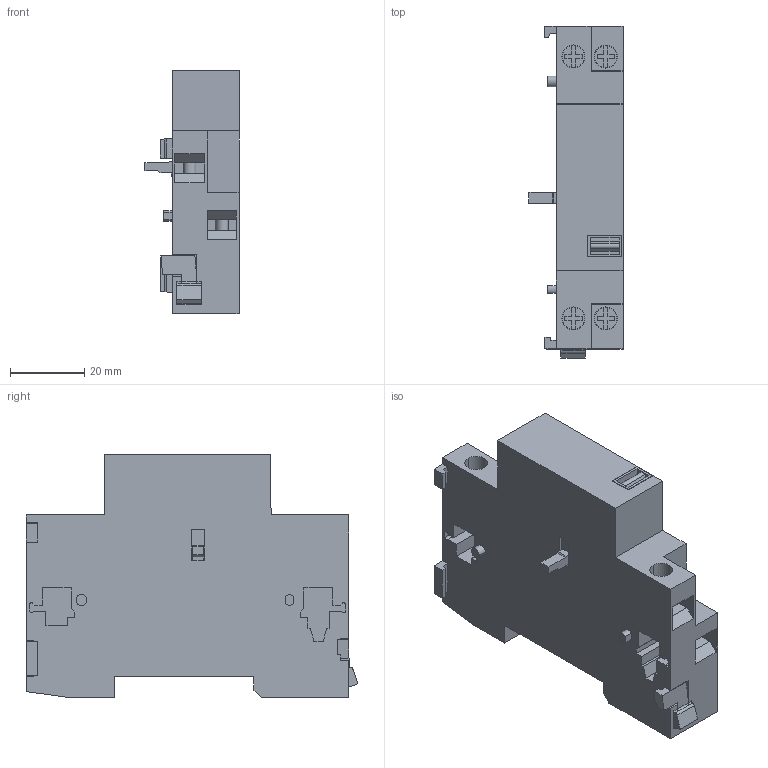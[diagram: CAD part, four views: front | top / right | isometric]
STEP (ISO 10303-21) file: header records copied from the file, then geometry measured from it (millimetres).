
FILE_DESCRIPTION((''),'2;1');
FILE_NAME('1642572264744_ASM','2022-01-19T11:34:46',('SESA540900'),('Schneider-Electric'),'CREO PARAMETRIC BY PTC INC, 2019471','CREO PARAMETRIC BY PTC INC, 2019471','');
FILE_SCHEMA(('AP242_MANAGED_MODEL_BASED_3D_ENGINEERING_MIM_LF { 1 0 10303 442 1 1 4 }'));
Length unit declared in the file: millimetre
Products named in the file (4): EMPTYNODE_1642572265384_ASM; GVAUXX; GVAUXX-3D_ASM; 1642572264744_ASM
Assembly tree (3 placements, depth 3):
  1642572264744_ASM
    EMPTYNODE_1642572265384_ASM
    GVAUXX-3D_ASM
      GVAUXX
Bounding box: 25.35 x 89.4 x 65.65 mm (x, y, z)
Volume: 79335.9 mm3; surface area: 18846.9 mm2
Topology: 1 solids, 1 shells, 263 faces, 721 edges, 489 vertices
Faces by surface type: plane 219, cylinder 40, extrusion 4
Entity records: 12046 total; most frequent: CARTESIAN_POINT 1580, ORIENTED_EDGE 1426, DIRECTION 1354, PRESENTATION_STYLE_ASSIGNMENT 815, STYLED_ITEM 724, CURVE_STYLE 723, EDGE_CURVE 713, VECTOR 616
